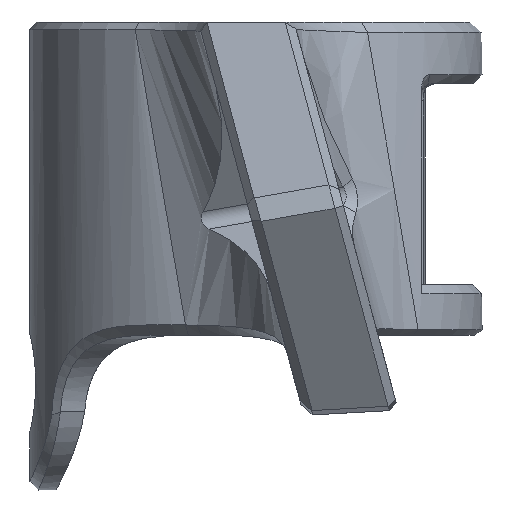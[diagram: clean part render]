
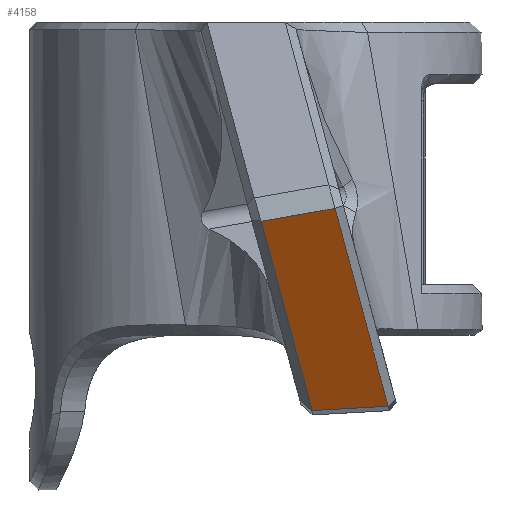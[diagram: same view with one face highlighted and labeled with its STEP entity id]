
A CAD part, front view. The second image highlights one B-rep face of the part: STEP entity #4158.
In plain terms, the highlighted planar face has unit normal (0.1, -0.819, -0.565).
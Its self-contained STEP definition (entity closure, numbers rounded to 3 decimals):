
#422 = CARTESIAN_POINT ( 'NONE',  ( 9.094, -68.585, 14.57 ) ) ;
#872 = CARTESIAN_POINT ( 'NONE',  ( 21.005, -36.489, -29.876 ) ) ;
#991 = DIRECTION ( 'NONE',  ( 0.995, 0.082, 0.056 ) ) ;
#1341 = VERTEX_POINT ( 'NONE', #4726 ) ;
#1667 = ORIENTED_EDGE ( 'NONE', *, *, #16525, .T. ) ;
#2020 = DIRECTION ( 'NONE',  ( 0.212, 0.572, -0.792 ) ) ;
#2102 = DIRECTION ( 'NONE',  ( 0., -0.568, 0.823 ) ) ;
#2549 = FACE_OUTER_BOUND ( 'NONE', #17270, .T. ) ;
#3613 = ORIENTED_EDGE ( 'NONE', *, *, #11351, .T. ) ;
#3660 = ORIENTED_EDGE ( 'NONE', *, *, #19917, .T. ) ;
#3696 = LINE ( 'NONE', #872, #12628 ) ;
#4158 = ADVANCED_FACE ( 'NONE', ( #2549 ), #17312, .F. ) ;
#4226 = ORIENTED_EDGE ( 'NONE', *, *, #9463, .T. ) ;
#4398 = VERTEX_POINT ( 'NONE', #7003 ) ;
#4726 = CARTESIAN_POINT ( 'NONE',  ( 9.096, -68.584, 14.569 ) ) ;
#4844 = CARTESIAN_POINT ( 'NONE',  ( 15.796, -64.32, 9.566 ) ) ;
#5638 = DIRECTION ( 'NONE',  ( -0.985, 0., -0.174 ) ) ;
#6051 = LINE ( 'NONE', #4844, #11460 ) ;
#6253 = DIRECTION ( 'NONE',  ( -0.714, -0.454, 0.533 ) ) ;
#6375 = VERTEX_POINT ( 'NONE', #14809 ) ;
#6993 = DIRECTION ( 'NONE',  ( -0.212, -0.572, 0.792 ) ) ;
#7003 = CARTESIAN_POINT ( 'NONE',  ( 6.45, -52.872, -8.683 ) ) ;
#8138 = CARTESIAN_POINT ( 'NONE',  ( 6.401, -53.005, -8.5 ) ) ;
#9063 = VECTOR ( 'NONE', #5638, 1000. ) ;
#9463 = EDGE_CURVE ( 'NONE', #11353, #1341, #3696, .T. ) ;
#9762 = CARTESIAN_POINT ( 'NONE',  ( 16.649, -52.028, -8.11 ) ) ;
#10273 = AXIS2_PLACEMENT_3D ( 'NONE', #11154, #15584, #2102 ) ;
#11154 = CARTESIAN_POINT ( 'NONE',  ( 36.948, -37.161, -26.089 ) ) ;
#11351 = EDGE_CURVE ( 'NONE', #6375, #4398, #17425, .T. ) ;
#11353 = VERTEX_POINT ( 'NONE', #19035 ) ;
#11460 = VECTOR ( 'NONE', #6253, 1000. ) ;
#12628 = VECTOR ( 'NONE', #6993, 1000. ) ;
#14809 = CARTESIAN_POINT ( 'NONE',  ( 0.62, -68.585, 13.075 ) ) ;
#14900 = CARTESIAN_POINT ( 'NONE',  ( 29.155, -68.585, 18.107 ) ) ;
#15266 = ORIENTED_EDGE ( 'NONE', *, *, #19080, .T. ) ;
#15584 = DIRECTION ( 'NONE',  ( -0.1, 0.819, 0.565 ) ) ;
#15706 = LINE ( 'NONE', #9762, #17024 ) ;
#16525 = EDGE_CURVE ( 'NONE', #19194, #6375, #19650, .T. ) ;
#17024 = VECTOR ( 'NONE', #991, 1000. ) ;
#17270 = EDGE_LOOP ( 'NONE', ( #1667, #3613, #15266, #4226, #3660 ) ) ;
#17288 = VECTOR ( 'NONE', #2020, 1000. ) ;
#17312 = PLANE ( 'NONE',  #10273 ) ;
#17425 = LINE ( 'NONE', #8138, #17288 ) ;
#19035 = CARTESIAN_POINT ( 'NONE',  ( 15.194, -52.148, -8.191 ) ) ;
#19080 = EDGE_CURVE ( 'NONE', #4398, #11353, #15706, .T. ) ;
#19194 = VERTEX_POINT ( 'NONE', #422 ) ;
#19650 = LINE ( 'NONE', #14900, #9063 ) ;
#19917 = EDGE_CURVE ( 'NONE', #1341, #19194, #6051, .T. ) ;
